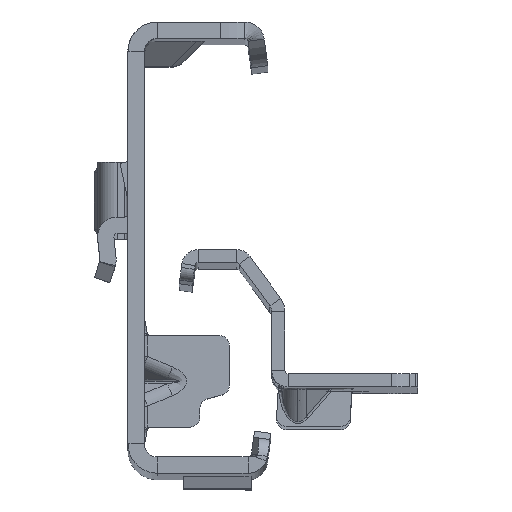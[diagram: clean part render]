
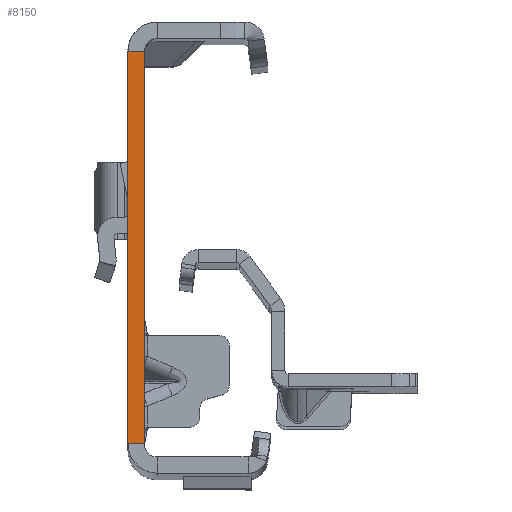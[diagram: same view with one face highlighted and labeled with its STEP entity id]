
A CAD part, top view. The second image highlights one B-rep face of the part: STEP entity #8150.
In plain terms, the highlighted planar face has unit normal (0, 0, 1).
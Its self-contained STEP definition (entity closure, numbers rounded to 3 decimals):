
#1265 = CARTESIAN_POINT ( 'NONE',  ( -2.5, -30., 0. ) ) ;
#1321 = CARTESIAN_POINT ( 'NONE',  ( 0., 30., 0. ) ) ;
#1544 = VERTEX_POINT ( 'NONE', #10644 ) ;
#2002 = ORIENTED_EDGE ( 'NONE', *, *, #2122, .T. ) ;
#2122 = EDGE_CURVE ( 'NONE', #1544, #16700, #2515, .T. ) ;
#2515 = LINE ( 'NONE', #1321, #4580 ) ;
#2838 = ORIENTED_EDGE ( 'NONE', *, *, #4166, .F. ) ;
#2988 = LINE ( 'NONE', #11815, #10855 ) ;
#3259 = EDGE_LOOP ( 'NONE', ( #2838, #2002, #5267, #4137 ) ) ;
#3352 = CARTESIAN_POINT ( 'NONE',  ( 0., -32., 0. ) ) ;
#4137 = ORIENTED_EDGE ( 'NONE', *, *, #5635, .F. ) ;
#4166 = EDGE_CURVE ( 'NONE', #1544, #5889, #4828, .T. ) ;
#4378 = PLANE ( 'NONE',  #16495 ) ;
#4580 = VECTOR ( 'NONE', #9351, 1000. ) ;
#4828 = LINE ( 'NONE', #3352, #13877 ) ;
#4949 = CARTESIAN_POINT ( 'NONE',  ( 0., -30., 0. ) ) ;
#5009 = CARTESIAN_POINT ( 'NONE',  ( 0., -30., 0. ) ) ;
#5267 = ORIENTED_EDGE ( 'NONE', *, *, #15221, .T. ) ;
#5635 = EDGE_CURVE ( 'NONE', #5889, #12436, #14523, .T. ) ;
#5889 = VERTEX_POINT ( 'NONE', #5009 ) ;
#7017 = DIRECTION ( 'NONE',  ( 1., 0., 0. ) ) ;
#8150 = ADVANCED_FACE ( 'NONE', ( #14313 ), #4378, .T. ) ;
#8396 = CARTESIAN_POINT ( 'NONE',  ( -2.5, -32., 0. ) ) ;
#9351 = DIRECTION ( 'NONE',  ( -1., 0., 0. ) ) ;
#10644 = CARTESIAN_POINT ( 'NONE',  ( 0., 30., 0. ) ) ;
#10855 = VECTOR ( 'NONE', #14481, 1000. ) ;
#11815 = CARTESIAN_POINT ( 'NONE',  ( -2.5, -32., 0. ) ) ;
#12163 = VECTOR ( 'NONE', #14691, 1000. ) ;
#12436 = VERTEX_POINT ( 'NONE', #1265 ) ;
#13877 = VECTOR ( 'NONE', #17295, 1000. ) ;
#13948 = DIRECTION ( 'NONE',  ( 0., 0., 1. ) ) ;
#14313 = FACE_OUTER_BOUND ( 'NONE', #3259, .T. ) ;
#14481 = DIRECTION ( 'NONE',  ( 0., -1., 0. ) ) ;
#14523 = LINE ( 'NONE', #4949, #12163 ) ;
#14691 = DIRECTION ( 'NONE',  ( -1., 0., 0. ) ) ;
#15221 = EDGE_CURVE ( 'NONE', #16700, #12436, #2988, .T. ) ;
#16495 = AXIS2_PLACEMENT_3D ( 'NONE', #8396, #13948, #7017 ) ;
#16700 = VERTEX_POINT ( 'NONE', #17278 ) ;
#17278 = CARTESIAN_POINT ( 'NONE',  ( -2.5, 30., 0. ) ) ;
#17295 = DIRECTION ( 'NONE',  ( 0., -1., 0. ) ) ;
